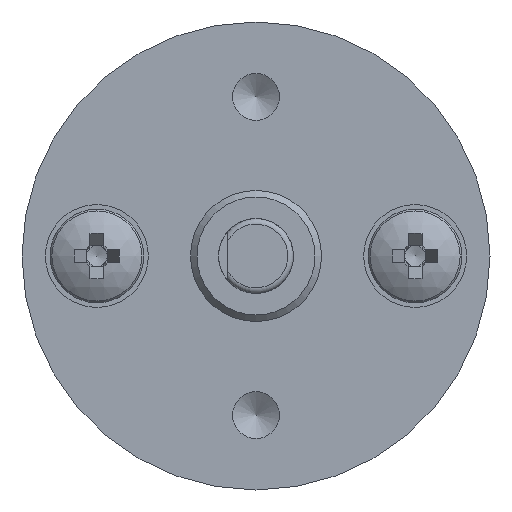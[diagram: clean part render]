
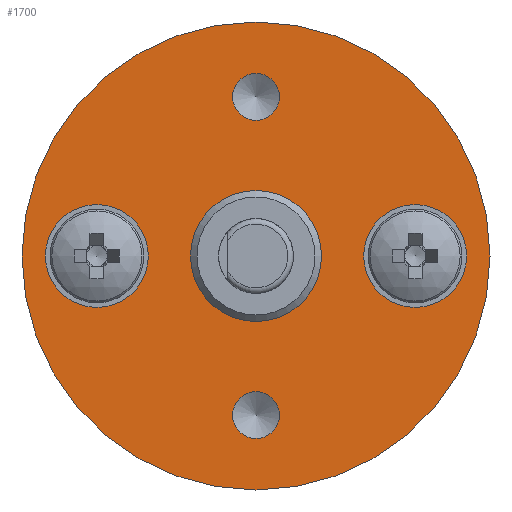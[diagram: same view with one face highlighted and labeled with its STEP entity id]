
A CAD part, left-side view. The second image highlights one B-rep face of the part: STEP entity #1700.
In plain terms, the highlighted planar face has unit normal (-1, 0, 0).
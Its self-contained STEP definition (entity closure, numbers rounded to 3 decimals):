
#42 = ORIENTED_EDGE ( 'NONE', *, *, #602, .F. ) ;
#119 = CIRCLE ( 'NONE', #563, 1.25 ) ;
#132 = DIRECTION ( 'NONE',  ( 0., 0., 1. ) ) ;
#159 = ORIENTED_EDGE ( 'NONE', *, *, #2490, .F. ) ;
#177 = DIRECTION ( 'NONE',  ( 0., 0., 1. ) ) ;
#231 = DIRECTION ( 'NONE',  ( -1., 0., 0. ) ) ;
#395 = CIRCLE ( 'NONE', #1107, 2.75 ) ;
#408 = CARTESIAN_POINT ( 'NONE',  ( 0., -8.5, 2.75 ) ) ;
#474 = CARTESIAN_POINT ( 'NONE',  ( 0., -8.5, 0. ) ) ;
#484 = AXIS2_PLACEMENT_3D ( 'NONE', #1583, #790, #2362 ) ;
#485 = CARTESIAN_POINT ( 'NONE',  ( 0., 8.5, 0. ) ) ;
#490 = EDGE_LOOP ( 'NONE', ( #1693 ) ) ;
#563 = AXIS2_PLACEMENT_3D ( 'NONE', #918, #3077, #132 ) ;
#577 = AXIS2_PLACEMENT_3D ( 'NONE', #474, #231, #1691 ) ;
#602 = EDGE_CURVE ( 'NONE', #2135, #2135, #2061, .T. ) ;
#633 = EDGE_LOOP ( 'NONE', ( #981 ) ) ;
#692 = AXIS2_PLACEMENT_3D ( 'NONE', #3323, #1063, #3141 ) ;
#790 = DIRECTION ( 'NONE',  ( 1., 0., 0. ) ) ;
#880 = CARTESIAN_POINT ( 'NONE',  ( 0., 0., 12.5 ) ) ;
#918 = CARTESIAN_POINT ( 'NONE',  ( 0., 0., -8.5 ) ) ;
#944 = EDGE_CURVE ( 'NONE', #3321, #3321, #119, .T. ) ;
#981 = ORIENTED_EDGE ( 'NONE', *, *, #2757, .F. ) ;
#982 = EDGE_LOOP ( 'NONE', ( #3305 ) ) ;
#995 = CARTESIAN_POINT ( 'NONE',  ( 0., 0., 0. ) ) ;
#1048 = VERTEX_POINT ( 'NONE', #2162 ) ;
#1063 = DIRECTION ( 'NONE',  ( -1., 0., 0. ) ) ;
#1091 = VERTEX_POINT ( 'NONE', #408 ) ;
#1107 = AXIS2_PLACEMENT_3D ( 'NONE', #485, #1331, #3113 ) ;
#1114 = VERTEX_POINT ( 'NONE', #2417 ) ;
#1115 = CARTESIAN_POINT ( 'NONE',  ( 0., 0., -7.25 ) ) ;
#1328 = EDGE_LOOP ( 'NONE', ( #42 ) ) ;
#1331 = DIRECTION ( 'NONE',  ( -1., 0., 0. ) ) ;
#1344 = PLANE ( 'NONE',  #484 ) ;
#1363 = EDGE_CURVE ( 'NONE', #2186, #2186, #2466, .T. ) ;
#1390 = FACE_OUTER_BOUND ( 'NONE', #982, .T. ) ;
#1396 = FACE_BOUND ( 'NONE', #490, .T. ) ;
#1425 = CARTESIAN_POINT ( 'NONE',  ( 0., 0., 9.75 ) ) ;
#1434 = FACE_BOUND ( 'NONE', #2121, .T. ) ;
#1557 = DIRECTION ( 'NONE',  ( -1., 0., 0. ) ) ;
#1583 = CARTESIAN_POINT ( 'NONE',  ( 0., 3.5, 0. ) ) ;
#1691 = DIRECTION ( 'NONE',  ( 0., 0., 1. ) ) ;
#1693 = ORIENTED_EDGE ( 'NONE', *, *, #944, .F. ) ;
#1700 = ADVANCED_FACE ( 'NONE', ( #2624, #2538, #2584, #1434, #1390, #1396 ), #1344, .F. ) ;
#1876 = CIRCLE ( 'NONE', #3358, 3.5 ) ;
#1905 = CIRCLE ( 'NONE', #577, 2.75 ) ;
#1909 = DIRECTION ( 'NONE',  ( -1., 0., 0. ) ) ;
#1951 = CARTESIAN_POINT ( 'NONE',  ( 0., 0., 0. ) ) ;
#2025 = EDGE_CURVE ( 'NONE', #1114, #1114, #395, .T. ) ;
#2061 = CIRCLE ( 'NONE', #692, 1.25 ) ;
#2121 = EDGE_LOOP ( 'NONE', ( #159 ) ) ;
#2135 = VERTEX_POINT ( 'NONE', #1425 ) ;
#2147 = DIRECTION ( 'NONE',  ( 0., 0., 1. ) ) ;
#2162 = CARTESIAN_POINT ( 'NONE',  ( 0., 0., 3.5 ) ) ;
#2186 = VERTEX_POINT ( 'NONE', #880 ) ;
#2362 = DIRECTION ( 'NONE',  ( 0., 0., -1. ) ) ;
#2417 = CARTESIAN_POINT ( 'NONE',  ( 0., 8.5, 2.75 ) ) ;
#2463 = EDGE_LOOP ( 'NONE', ( #2514 ) ) ;
#2466 = CIRCLE ( 'NONE', #3017, 12.5 ) ;
#2490 = EDGE_CURVE ( 'NONE', #1048, #1048, #1876, .T. ) ;
#2514 = ORIENTED_EDGE ( 'NONE', *, *, #2025, .F. ) ;
#2538 = FACE_BOUND ( 'NONE', #633, .T. ) ;
#2584 = FACE_BOUND ( 'NONE', #1328, .T. ) ;
#2624 = FACE_BOUND ( 'NONE', #2463, .T. ) ;
#2757 = EDGE_CURVE ( 'NONE', #1091, #1091, #1905, .T. ) ;
#3017 = AXIS2_PLACEMENT_3D ( 'NONE', #995, #1557, #177 ) ;
#3077 = DIRECTION ( 'NONE',  ( -1., 0., 0. ) ) ;
#3113 = DIRECTION ( 'NONE',  ( 0., 0., 1. ) ) ;
#3141 = DIRECTION ( 'NONE',  ( 0., 0., 1. ) ) ;
#3305 = ORIENTED_EDGE ( 'NONE', *, *, #1363, .T. ) ;
#3321 = VERTEX_POINT ( 'NONE', #1115 ) ;
#3323 = CARTESIAN_POINT ( 'NONE',  ( 0., 0., 8.5 ) ) ;
#3358 = AXIS2_PLACEMENT_3D ( 'NONE', #1951, #1909, #2147 ) ;
